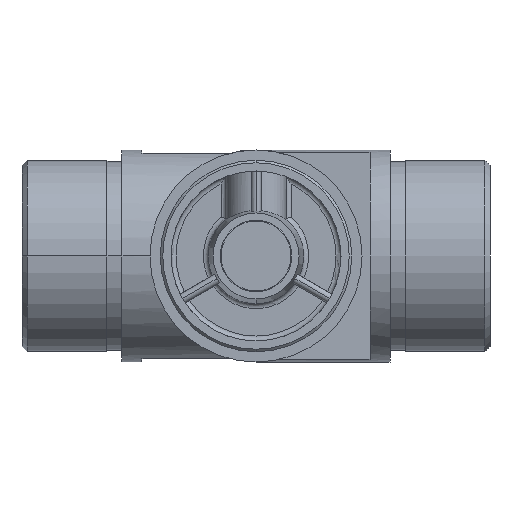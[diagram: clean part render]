
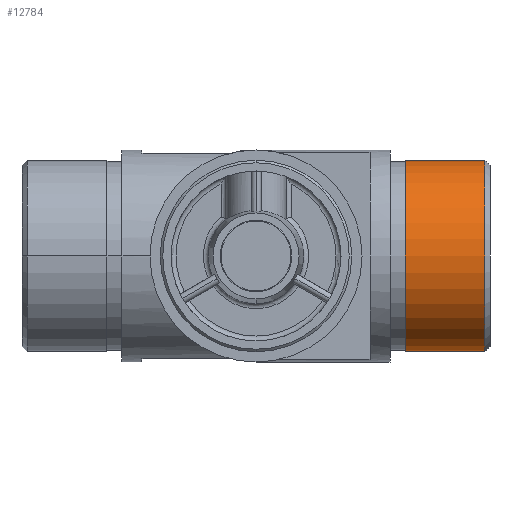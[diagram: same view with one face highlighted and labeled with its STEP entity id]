
A CAD part, left-side view. The second image highlights one B-rep face of the part: STEP entity #12784.
In plain terms, the highlighted cylindrical face has radius 19.15 mm (diameter 38.3 mm), a partial arc.
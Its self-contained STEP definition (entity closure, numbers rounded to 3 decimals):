
#172 = AXIS2_PLACEMENT_3D ( 'NONE', #668, #5243, #8635 ) ;
#668 = CARTESIAN_POINT ( 'NONE',  ( 0., -19., 0. ) ) ;
#706 = DIRECTION ( 'NONE',  ( 0., -1., 0. ) ) ;
#1473 = DIRECTION ( 'NONE',  ( 0., -1., 0. ) ) ;
#1663 = LINE ( 'NONE', #11957, #12952 ) ;
#1982 = CARTESIAN_POINT ( 'NONE',  ( 0., -3., -19.15 ) ) ;
#2728 = DIRECTION ( 'NONE',  ( 0., -1., 0. ) ) ;
#2734 = ORIENTED_EDGE ( 'NONE', *, *, #4871, .T. ) ;
#2814 = CARTESIAN_POINT ( 'NONE',  ( 0., 0., 0. ) ) ;
#3422 = AXIS2_PLACEMENT_3D ( 'NONE', #3809, #2728, #12387 ) ;
#3579 = VECTOR ( 'NONE', #1473, 1000. ) ;
#3809 = CARTESIAN_POINT ( 'NONE',  ( 0., -3., 0. ) ) ;
#4844 = EDGE_CURVE ( 'NONE', #10033, #9589, #8119, .T. ) ;
#4871 = EDGE_CURVE ( 'NONE', #8591, #9589, #6426, .T. ) ;
#4897 = VERTEX_POINT ( 'NONE', #1982 ) ;
#5178 = ORIENTED_EDGE ( 'NONE', *, *, #5575, .T. ) ;
#5243 = DIRECTION ( 'NONE',  ( 0., 1., 0. ) ) ;
#5352 = DIRECTION ( 'NONE',  ( 0., -1., 0. ) ) ;
#5575 = EDGE_CURVE ( 'NONE', #4897, #8591, #1663, .T. ) ;
#6426 = CIRCLE ( 'NONE', #172, 19.15 ) ;
#8119 = LINE ( 'NONE', #10387, #3579 ) ;
#8591 = VERTEX_POINT ( 'NONE', #8688 ) ;
#8635 = DIRECTION ( 'NONE',  ( 0., 0., -1. ) ) ;
#8688 = CARTESIAN_POINT ( 'NONE',  ( 0., -19., -19.15 ) ) ;
#9589 = VERTEX_POINT ( 'NONE', #9795 ) ;
#9795 = CARTESIAN_POINT ( 'NONE',  ( 0., -19., 19.15 ) ) ;
#10033 = VERTEX_POINT ( 'NONE', #13913 ) ;
#10217 = ORIENTED_EDGE ( 'NONE', *, *, #4844, .F. ) ;
#10270 = ORIENTED_EDGE ( 'NONE', *, *, #13163, .T. ) ;
#10387 = CARTESIAN_POINT ( 'NONE',  ( 0., 0., 19.15 ) ) ;
#11726 = AXIS2_PLACEMENT_3D ( 'NONE', #2814, #706, #11731 ) ;
#11731 = DIRECTION ( 'NONE',  ( 0., 0., -1. ) ) ;
#11891 = CYLINDRICAL_SURFACE ( 'NONE', #11726, 19.15 ) ;
#11957 = CARTESIAN_POINT ( 'NONE',  ( 0., 0., -19.15 ) ) ;
#12078 = EDGE_LOOP ( 'NONE', ( #10217, #10270, #5178, #2734 ) ) ;
#12387 = DIRECTION ( 'NONE',  ( 0., 0., -1. ) ) ;
#12445 = CIRCLE ( 'NONE', #3422, 19.15 ) ;
#12784 = ADVANCED_FACE ( 'NONE', ( #12910 ), #11891, .T. ) ;
#12910 = FACE_OUTER_BOUND ( 'NONE', #12078, .T. ) ;
#12952 = VECTOR ( 'NONE', #5352, 1000. ) ;
#13163 = EDGE_CURVE ( 'NONE', #10033, #4897, #12445, .T. ) ;
#13913 = CARTESIAN_POINT ( 'NONE',  ( 0., -3., 19.15 ) ) ;
